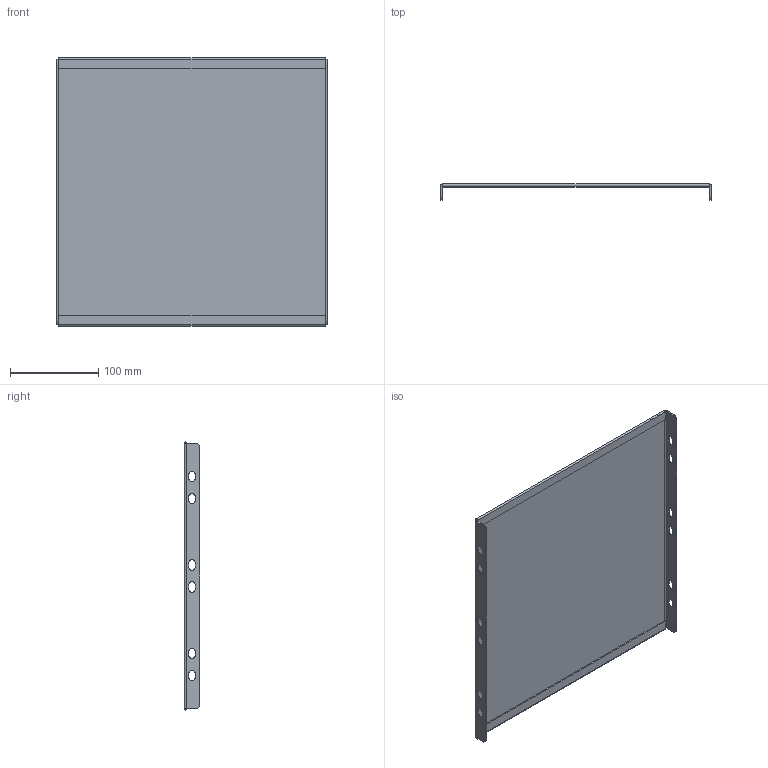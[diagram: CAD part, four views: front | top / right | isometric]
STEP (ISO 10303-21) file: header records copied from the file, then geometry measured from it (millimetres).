
FILE_DESCRIPTION (( 'STEP AP214' ), '1' );
FILE_NAME ('YKM40D-FO-VS-040-040 FORMAT Ïîëêà ðàçäåëèòåëüíàÿ 400õ400ìì IEK.STEP', '2022-05-31T07:06:24', ( '' ), ( '' ), 'SwSTEP 2.0', 'SolidWorks 2017', '' );
FILE_SCHEMA (( 'AUTOMOTIVE_DESIGN' ));
Length unit declared in the file: millimetre
Products named in the file (1): YKM40D-FO-VS-040-040 FORMAT Ïîëêà ðàçäåëèòåëüíàÿ 400õ400ìì IEK
Bounding box: 306 x 18 x 303.1 mm (x, y, z)
Volume: 162224.9 mm3; surface area: 218853.1 mm2
Topology: 1 solids, 1 shells, 102 faces, 268 edges, 168 vertices
Faces by surface type: plane 54, cylinder 48
Entity records: 3214 total; most frequent: DIRECTION 570, CARTESIAN_POINT 539, ORIENTED_EDGE 536, EDGE_CURVE 268, AXIS2_PLACEMENT_3D 199, LINE 172, VECTOR 172, VERTEX_POINT 168
